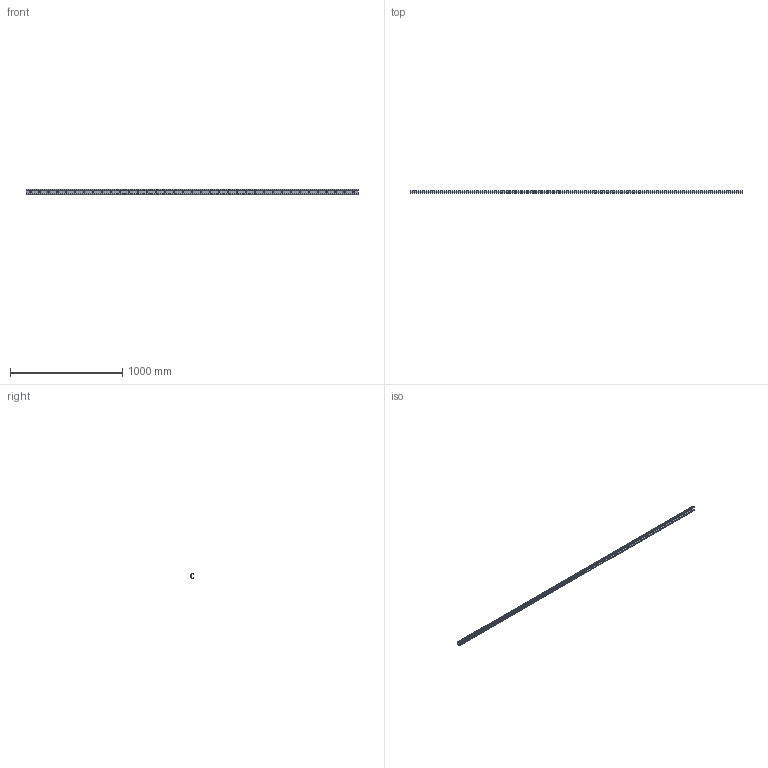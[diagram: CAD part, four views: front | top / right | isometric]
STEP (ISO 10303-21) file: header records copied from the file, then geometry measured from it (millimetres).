
FILE_DESCRIPTION (( 'STEP AP214' ), '1' );
FILE_NAME ('S-LBX 45-2960.STEP', '2023-11-14T08:33:18', ( '' ), ( '' ), 'SwSTEP 2.0', 'SolidWorks 2020', '' );
FILE_SCHEMA (( 'AUTOMOTIVE_DESIGN' ));
Length unit declared in the file: millimetre
Products named in the file (1): S-LBX 45-2960
Bounding box: 2960 x 22.67 x 45.14 mm (x, y, z)
Volume: 829141.4 mm3; surface area: 439676.8 mm2
Topology: 1 solids, 1 shells, 179 faces, 531 edges, 354 vertices
Faces by surface type: plane 90, cylinder 89
Entity records: 6225 total; most frequent: DIRECTION 1069, CARTESIAN_POINT 1065, ORIENTED_EDGE 1062, EDGE_CURVE 531, AXIS2_PLACEMENT_3D 358, VERTEX_POINT 354, LINE 353, VECTOR 353
